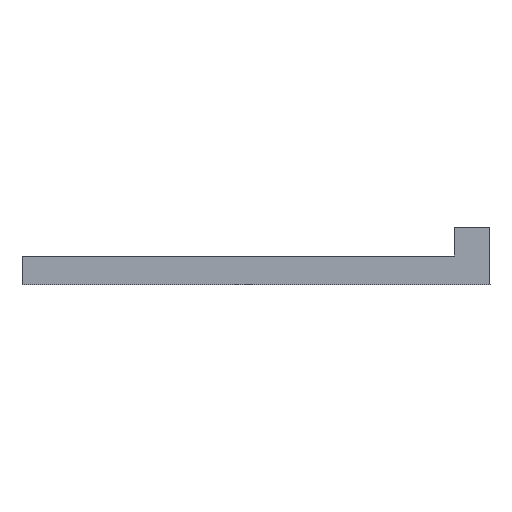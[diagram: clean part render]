
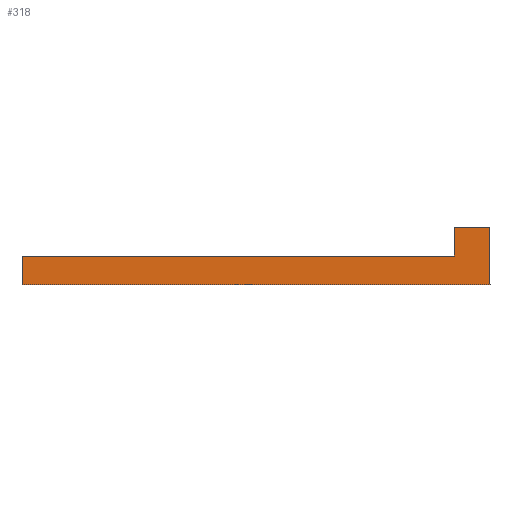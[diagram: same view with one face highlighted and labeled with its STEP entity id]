
A CAD part, front view. The second image highlights one B-rep face of the part: STEP entity #318.
In plain terms, the highlighted planar face has unit normal (0, -1, 0).
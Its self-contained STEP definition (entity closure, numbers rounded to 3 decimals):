
#263=CARTESIAN_POINT('',(-357.505,1206.5,488.));
#264=DIRECTION('',(0.,-1.,0.));
#265=DIRECTION('',(1.,0.,0.));
#266=AXIS2_PLACEMENT_3D('',#263,#264,#265);
#267=PLANE('',#266);
#268=CARTESIAN_POINT('',(-420.,1206.5,480.));
#269=VERTEX_POINT('',#268);
#270=CARTESIAN_POINT('',(-355.011,1206.5,480.));
#271=VERTEX_POINT('',#270);
#272=CARTESIAN_POINT('',(-420.,1206.5,480.));
#273=DIRECTION('',(1.,0.,0.));
#274=VECTOR('',#273,64.989);
#275=LINE('',#272,#274);
#276=EDGE_CURVE('',#269,#271,#275,.T.);
#277=ORIENTED_EDGE('',*,*,#276,.T.);
#278=CARTESIAN_POINT('',(-355.011,1206.5,488.));
#279=VERTEX_POINT('',#278);
#280=CARTESIAN_POINT('',(-355.011,1206.5,488.));
#281=DIRECTION('',(0.,-0.,-1.));
#282=VECTOR('',#281,8.);
#283=LINE('',#280,#282);
#284=EDGE_CURVE('',#279,#271,#283,.T.);
#285=ORIENTED_EDGE('',*,*,#284,.F.);
#286=CARTESIAN_POINT('',(-360.,1206.5,488.));
#287=VERTEX_POINT('',#286);
#288=CARTESIAN_POINT('',(-360.,1206.5,488.));
#289=DIRECTION('',(1.,0.,0.));
#290=VECTOR('',#289,4.989);
#291=LINE('',#288,#290);
#292=EDGE_CURVE('',#287,#279,#291,.T.);
#293=ORIENTED_EDGE('',*,*,#292,.F.);
#294=CARTESIAN_POINT('',(-360.,1206.5,484.));
#295=VERTEX_POINT('',#294);
#296=CARTESIAN_POINT('',(-360.,1206.5,488.));
#297=DIRECTION('',(0.,-0.,-1.));
#298=VECTOR('',#297,4.);
#299=LINE('',#296,#298);
#300=EDGE_CURVE('',#287,#295,#299,.T.);
#301=ORIENTED_EDGE('',*,*,#300,.T.);
#302=CARTESIAN_POINT('',(-420.,1206.5,484.));
#303=VERTEX_POINT('',#302);
#304=CARTESIAN_POINT('',(-360.,1206.5,484.));
#305=DIRECTION('',(-1.,-0.,-0.));
#306=VECTOR('',#305,60.);
#307=LINE('',#304,#306);
#308=EDGE_CURVE('',#295,#303,#307,.T.);
#309=ORIENTED_EDGE('',*,*,#308,.T.);
#310=CARTESIAN_POINT('',(-420.,1206.5,484.));
#311=DIRECTION('',(0.,-0.,-1.));
#312=VECTOR('',#311,4.);
#313=LINE('',#310,#312);
#314=EDGE_CURVE('',#303,#269,#313,.T.);
#315=ORIENTED_EDGE('',*,*,#314,.T.);
#316=EDGE_LOOP('',(#277,#285,#293,#301,#309,#315));
#317=FACE_BOUND('',#316,.T.);
#318=ADVANCED_FACE('',(#317),#267,.T.);
